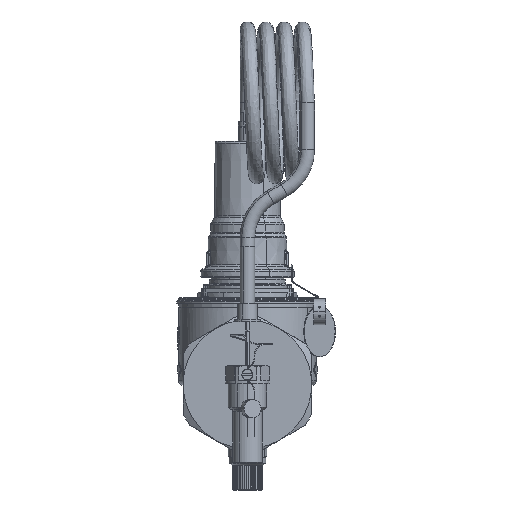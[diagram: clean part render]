
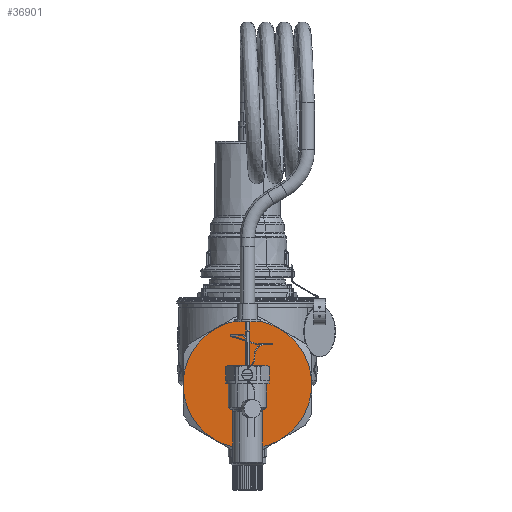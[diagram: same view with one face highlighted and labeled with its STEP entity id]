
A CAD part, front view. The second image highlights one B-rep face of the part: STEP entity #36901.
In plain terms, the highlighted planar face has unit normal (0, -1, 0).
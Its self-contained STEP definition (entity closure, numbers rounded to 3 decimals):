
#33810=CARTESIAN_POINT('Vertex',(-17.5,-67.,-30.311)) ;
#33928=CARTESIAN_POINT('Vertex',(-35.,-67.,0.)) ;
#34007=CARTESIAN_POINT('Vertex',(-17.5,-67.,30.311)) ;
#34134=CARTESIAN_POINT('Vertex',(17.5,-67.,30.311)) ;
#35475=CARTESIAN_POINT('Vertex',(35.,-67.,0.)) ;
#35554=CARTESIAN_POINT('Vertex',(17.5,-67.,-30.311)) ;
#35680=CARTESIAN_POINT('Axis2P3D Location',(0.,-67.,0.)) ;
#35704=CARTESIAN_POINT('Vertex',(16.78,-67.,-30.715)) ;
#35707=CARTESIAN_POINT('Axis2P3D Location',(0.,-67.,0.)) ;
#35776=CARTESIAN_POINT('Axis2P3D Location',(0.,-67.,0.)) ;
#35830=CARTESIAN_POINT('Vertex',(-16.78,-67.,30.715)) ;
#35833=CARTESIAN_POINT('Axis2P3D Location',(0.,-67.,0.)) ;
#35854=CARTESIAN_POINT('Axis2P3D Location',(0.,-67.,0.)) ;
#35877=CARTESIAN_POINT('Axis2P3D Location',(0.,-67.,0.)) ;
#36831=CARTESIAN_POINT('Axis2P3D Location',(0.,-67.,0.)) ;
#36875=CARTESIAN_POINT('Axis2P3D Location',(0.,-67.,0.)) ;
#36886=CARTESIAN_POINT('Axis2P3D Location',(0.,-67.,35.)) ;
#35681=DIRECTION('Axis2P3D Direction',(0.,1.,0.)) ;
#35708=DIRECTION('Axis2P3D Direction',(0.,1.,0.)) ;
#35777=DIRECTION('Axis2P3D Direction',(0.,1.,0.)) ;
#35834=DIRECTION('Axis2P3D Direction',(0.,1.,0.)) ;
#35855=DIRECTION('Axis2P3D Direction',(0.,1.,0.)) ;
#35878=DIRECTION('Axis2P3D Direction',(0.,1.,0.)) ;
#36832=DIRECTION('Axis2P3D Direction',(0.,1.,0.)) ;
#36876=DIRECTION('Axis2P3D Direction',(0.,1.,0.)) ;
#36887=DIRECTION('Axis2P3D Direction',(0.,-1.,0.)) ;
#36888=DIRECTION('Axis2P3D XDirection',(0.,0.,1.)) ;
#35682=AXIS2_PLACEMENT_3D('Circle Axis2P3D',#35680,#35681,$) ;
#35709=AXIS2_PLACEMENT_3D('Circle Axis2P3D',#35707,#35708,$) ;
#35778=AXIS2_PLACEMENT_3D('Circle Axis2P3D',#35776,#35777,$) ;
#35835=AXIS2_PLACEMENT_3D('Circle Axis2P3D',#35833,#35834,$) ;
#35856=AXIS2_PLACEMENT_3D('Circle Axis2P3D',#35854,#35855,$) ;
#35879=AXIS2_PLACEMENT_3D('Circle Axis2P3D',#35877,#35878,$) ;
#36833=AXIS2_PLACEMENT_3D('Circle Axis2P3D',#36831,#36832,$) ;
#36877=AXIS2_PLACEMENT_3D('Circle Axis2P3D',#36875,#36876,$) ;
#36889=AXIS2_PLACEMENT_3D('Plane Axis2P3D',#36886,#36887,#36888) ;
#36892=ORIENTED_EDGE('',*,*,#36879,.T.) ;
#36893=ORIENTED_EDGE('',*,*,#36835,.T.) ;
#36894=ORIENTED_EDGE('',*,*,#35881,.T.) ;
#36895=ORIENTED_EDGE('',*,*,#35837,.T.) ;
#36896=ORIENTED_EDGE('',*,*,#35858,.T.) ;
#36897=ORIENTED_EDGE('',*,*,#35780,.T.) ;
#36898=ORIENTED_EDGE('',*,*,#35684,.T.) ;
#36899=ORIENTED_EDGE('',*,*,#35711,.T.) ;
#36901=ADVANCED_FACE('PartBody',(#36900),#36890,.T.) ;
#35683=CIRCLE('generated circle',#35682,35.) ;
#35710=CIRCLE('generated circle',#35709,35.) ;
#35779=CIRCLE('generated circle',#35778,35.) ;
#35836=CIRCLE('generated circle',#35835,35.) ;
#35857=CIRCLE('generated circle',#35856,35.) ;
#35880=CIRCLE('generated circle',#35879,35.) ;
#36834=CIRCLE('generated circle',#36833,35.) ;
#36878=CIRCLE('generated circle',#36877,35.) ;
#35684=EDGE_CURVE('',#33929,#33811,#35683,.F.) ;
#35711=EDGE_CURVE('',#33811,#35705,#35710,.F.) ;
#35780=EDGE_CURVE('',#34008,#33929,#35779,.F.) ;
#35837=EDGE_CURVE('',#34135,#35831,#35836,.F.) ;
#35858=EDGE_CURVE('',#35831,#34008,#35857,.F.) ;
#35881=EDGE_CURVE('',#35476,#34135,#35880,.F.) ;
#36835=EDGE_CURVE('',#35555,#35476,#36834,.F.) ;
#36879=EDGE_CURVE('',#35705,#35555,#36878,.F.) ;
#36891=EDGE_LOOP('',(#36892,#36893,#36894,#36895,#36896,#36897,#36898,#36899)) ;
#36900=FACE_OUTER_BOUND('',#36891,.T.) ;
#36890=PLANE('',#36889) ;
#33811=VERTEX_POINT('',#33810) ;
#33929=VERTEX_POINT('',#33928) ;
#34008=VERTEX_POINT('',#34007) ;
#34135=VERTEX_POINT('',#34134) ;
#35476=VERTEX_POINT('',#35475) ;
#35555=VERTEX_POINT('',#35554) ;
#35705=VERTEX_POINT('',#35704) ;
#35831=VERTEX_POINT('',#35830) ;
